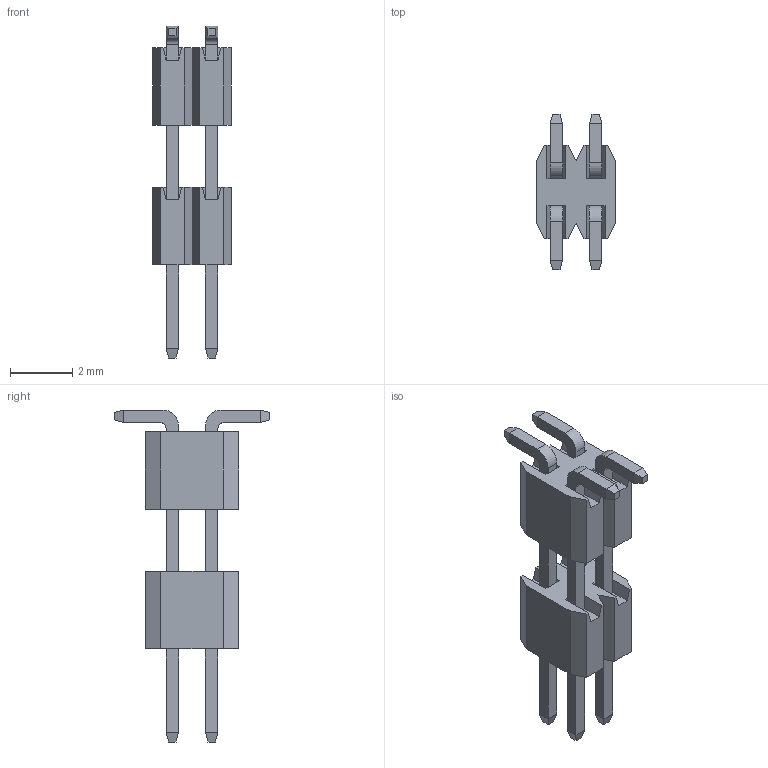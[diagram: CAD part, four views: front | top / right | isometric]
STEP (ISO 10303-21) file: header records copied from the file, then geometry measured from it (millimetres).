
FILE_DESCRIPTION (( 'STEP AP214' ), '1' );
FILE_NAME ('FPH12748-D04S1014070709M-REF.STEP', '2025-07-02T06:37:49', ( '' ), ( '' ), 'SwSTEP 2.0', 'SolidWorks 2021', '' );
FILE_SCHEMA (( 'AUTOMOTIVE_DESIGN' ));
Length unit declared in the file: millimetre
Products named in the file (1): FPH12748-D04S1014070709M-REF
Bounding box: 2.54 x 5 x 10.7 mm (x, y, z)
Volume: 38.9 mm3; surface area: 137.7 mm2
Topology: 1 solids, 1 shells, 176 faces, 452 edges, 280 vertices
Faces by surface type: plane 168, cylinder 8
Entity records: 5206 total; most frequent: CARTESIAN_POINT 909, ORIENTED_EDGE 904, DIRECTION 822, EDGE_CURVE 452, LINE 436, VECTOR 436, VERTEX_POINT 280, AXIS2_PLACEMENT_3D 193
